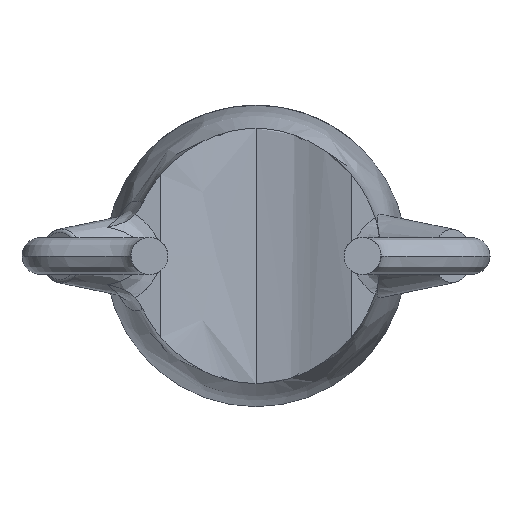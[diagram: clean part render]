
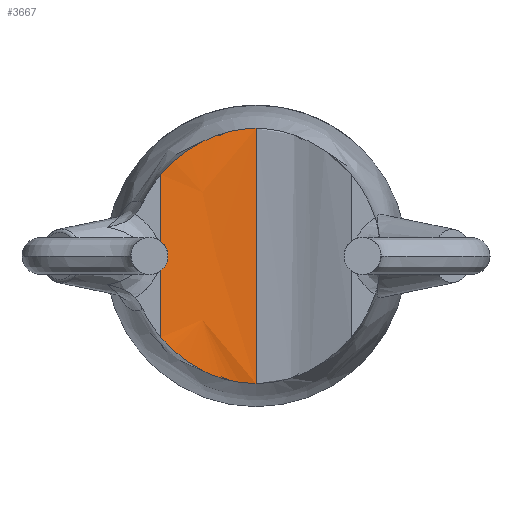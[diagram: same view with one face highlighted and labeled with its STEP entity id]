
A CAD part, front view. The second image highlights one B-rep face of the part: STEP entity #3667.
In plain terms, the highlighted free-form (B-spline) face has degree [3, 1] with [4, 2] control points.
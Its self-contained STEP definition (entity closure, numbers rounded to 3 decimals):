
#136 = CARTESIAN_POINT ( 'NONE',  ( -0.892, 0.107, 1.928 ) ) ;
#176 = ORIENTED_EDGE ( 'NONE', *, *, #1835, .F. ) ;
#473 = DIRECTION ( 'NONE',  ( 0., 0., 1. ) ) ;
#481 = LINE ( 'NONE', #3806, #561 ) ;
#561 = VECTOR ( 'NONE', #1924, 1000. ) ;
#632 = CARTESIAN_POINT ( 'NONE',  ( -1.231, 0.047, 1.417 ) ) ;
#667 = CARTESIAN_POINT ( 'NONE',  ( 0., 0.382, 1.928 ) ) ;
#918 = CARTESIAN_POINT ( 'NONE',  ( -0.674, 0.284, -1.772 ) ) ;
#1089 = CARTESIAN_POINT ( 'NONE',  ( -1.42, 0., 1.216 ) ) ;
#1170 = CARTESIAN_POINT ( 'NONE',  ( -1.42, 0., -1.216 ) ) ;
#1291 = LINE ( 'NONE', #4227, #2331 ) ;
#1580 = VERTEX_POINT ( 'NONE', #3293 ) ;
#1638 = CARTESIAN_POINT ( 'NONE',  ( -0.892, 0.107, -1.928 ) ) ;
#1759 = EDGE_CURVE ( 'NONE', #4174, #5493, #481, .T. ) ;
#1774 = CARTESIAN_POINT ( 'NONE',  ( -1.33, 0.018, -1.323 ) ) ;
#1832 = CARTESIAN_POINT ( 'NONE',  ( -0.279, 0.373, -1.888 ) ) ;
#1835 = EDGE_CURVE ( 'NONE', #5493, #1580, #5322, .T. ) ;
#1857 = EDGE_CURVE ( 'NONE', #4782, #5206, #2828, .T. ) ;
#1859 = CARTESIAN_POINT ( 'NONE',  ( -1.42, 0., -1.216 ) ) ;
#1924 = DIRECTION ( 'NONE',  ( 0., 0., 1. ) ) ;
#2057 = CARTESIAN_POINT ( 'NONE',  ( -1.42, 0., 1.928 ) ) ;
#2132 = DIRECTION ( 'NONE',  ( 0., 0., 1. ) ) ;
#2296 = CARTESIAN_POINT ( 'NONE',  ( -1.018, 0.13, -1.583 ) ) ;
#2324 = CARTESIAN_POINT ( 'NONE',  ( -0.142, 0.382, 1.905 ) ) ;
#2331 = VECTOR ( 'NONE', #473, 1000. ) ;
#2351 = CARTESIAN_POINT ( 'NONE',  ( -1.229, 0.047, -1.419 ) ) ;
#2635 = CARTESIAN_POINT ( 'NONE',  ( 0., 0.382, -2.25 ) ) ;
#2828 = B_SPLINE_CURVE_WITH_KNOTS ( 'NONE', 3,
 ( #3243, #4191, #1832, #5575, #918, #3703, #2296, #2351, #1774, #1859 ),
 .UNSPECIFIED., .F., .F.,
 ( 4, 2, 2, 2, 4 ),
 ( 0., 0., 0.001, 0.001, 0.002 ),
 .UNSPECIFIED. ) ;
#2876 = ORIENTED_EDGE ( 'NONE', *, *, #3282, .T. ) ;
#3243 = CARTESIAN_POINT ( 'NONE',  ( 0., 0.382, -1.905 ) ) ;
#3282 = EDGE_CURVE ( 'NONE', #4782, #1580, #3906, .T. ) ;
#3293 = CARTESIAN_POINT ( 'NONE',  ( 0., 0.382, 1.905 ) ) ;
#3327 = CARTESIAN_POINT ( 'NONE',  ( 0., 0.382, -1.905 ) ) ;
#3463 = CARTESIAN_POINT ( 'NONE',  ( -0.911, 0.185, 1.652 ) ) ;
#3667 = ADVANCED_FACE ( 'NONE', ( #4489 ), #4850, .F. ) ;
#3703 = CARTESIAN_POINT ( 'NONE',  ( -0.908, 0.186, -1.653 ) ) ;
#3806 = CARTESIAN_POINT ( 'NONE',  ( -1.42, 0., -2.25 ) ) ;
#3897 = ORIENTED_EDGE ( 'NONE', *, *, #5444, .F. ) ;
#3906 = LINE ( 'NONE', #2635, #4560 ) ;
#3934 = CARTESIAN_POINT ( 'NONE',  ( -0.771, 0.38, -1.928 ) ) ;
#3992 = ORIENTED_EDGE ( 'NONE', *, *, #1759, .F. ) ;
#4037 = ORIENTED_EDGE ( 'NONE', *, *, #1857, .F. ) ;
#4163 = CARTESIAN_POINT ( 'NONE',  ( 0., 0.382, 1.905 ) ) ;
#4174 = VERTEX_POINT ( 'NONE', #5077 ) ;
#4191 = CARTESIAN_POINT ( 'NONE',  ( -0.141, 0.382, -1.905 ) ) ;
#4227 = CARTESIAN_POINT ( 'NONE',  ( -1.42, 0., -2.25 ) ) ;
#4386 = CARTESIAN_POINT ( 'NONE',  ( 0., 0.382, -1.928 ) ) ;
#4489 = FACE_OUTER_BOUND ( 'NONE', #5907, .T. ) ;
#4560 = VECTOR ( 'NONE', #2132, 1000. ) ;
#4602 = CARTESIAN_POINT ( 'NONE',  ( -1.42, 0., 1.216 ) ) ;
#4667 = CARTESIAN_POINT ( 'NONE',  ( -0.55, 0.324, 1.82 ) ) ;
#4782 = VERTEX_POINT ( 'NONE', #3327 ) ;
#4850 = B_SPLINE_SURFACE_WITH_KNOTS ( 'NONE', 3, 1, ( 
 ( #4386, #667 ),
 ( #3934, #4870 ),
 ( #1638, #136 ),
 ( #5813, #2057 ) ),
 .UNSPECIFIED., .F., .F., .F.,
 ( 4, 4 ),
 ( 2, 2 ),
 ( 0., 1. ),
 ( 0., 1. ),
 .UNSPECIFIED. ) ;
#4869 = CARTESIAN_POINT ( 'NONE',  ( -1.33, 0.018, 1.324 ) ) ;
#4870 = CARTESIAN_POINT ( 'NONE',  ( -0.771, 0.38, 1.928 ) ) ;
#5077 = CARTESIAN_POINT ( 'NONE',  ( -1.42, 0., 0. ) ) ;
#5155 = CARTESIAN_POINT ( 'NONE',  ( -0.281, 0.373, 1.888 ) ) ;
#5173 = CARTESIAN_POINT ( 'NONE',  ( -0.677, 0.283, 1.771 ) ) ;
#5206 = VERTEX_POINT ( 'NONE', #1170 ) ;
#5318 = CARTESIAN_POINT ( 'NONE',  ( -1.021, 0.129, 1.581 ) ) ;
#5322 = B_SPLINE_CURVE_WITH_KNOTS ( 'NONE', 3,
 ( #1089, #4869, #632, #5318, #3463, #5173, #4667, #5155, #2324, #4163 ),
 .UNSPECIFIED., .F., .F.,
 ( 4, 2, 2, 2, 4 ),
 ( 0., 0., 0.001, 0.001, 0.002 ),
 .UNSPECIFIED. ) ;
#5444 = EDGE_CURVE ( 'NONE', #5206, #4174, #1291, .T. ) ;
#5493 = VERTEX_POINT ( 'NONE', #4602 ) ;
#5575 = CARTESIAN_POINT ( 'NONE',  ( -0.548, 0.324, -1.821 ) ) ;
#5813 = CARTESIAN_POINT ( 'NONE',  ( -1.42, 0., -1.928 ) ) ;
#5907 = EDGE_LOOP ( 'NONE', ( #3992, #3897, #4037, #2876, #176 ) ) ;
